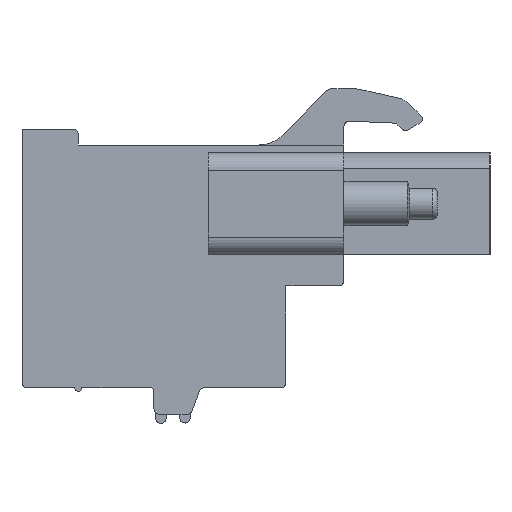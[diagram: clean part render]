
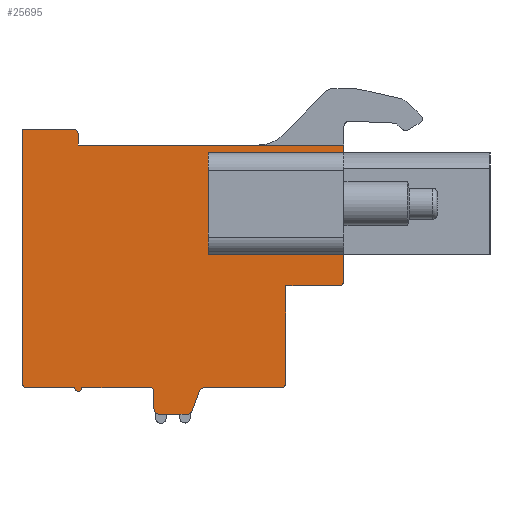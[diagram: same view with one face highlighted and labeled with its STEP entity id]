
A CAD part, left-side view. The second image highlights one B-rep face of the part: STEP entity #25695.
In plain terms, the highlighted planar face has unit normal (-1, 0, 0).
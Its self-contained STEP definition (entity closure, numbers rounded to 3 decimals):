
#4458=DIRECTION('',(0.,0.,1.));
#4459=VECTOR('',#4458,5.8);
#4460=CARTESIAN_POINT('',(-117.46,2.04,0.73));
#4461=LINE('',#4460,#4459);
#4510=DIRECTION('',(0.,0.,1.));
#4511=VECTOR('',#4510,5.8);
#4512=CARTESIAN_POINT('',(-117.46,-4.06,0.73));
#4513=LINE('',#4512,#4511);
#4514=DIRECTION('',(0.,1.,0.));
#4515=VECTOR('',#4514,6.1);
#4516=CARTESIAN_POINT('',(-117.46,-4.06,0.73));
#4517=LINE('',#4516,#4515);
#4518=DIRECTION('',(0.,1.,0.));
#4519=VECTOR('',#4518,6.1);
#4520=CARTESIAN_POINT('',(-117.46,-4.06,6.53));
#4521=LINE('',#4520,#4519);
#4522=CARTESIAN_POINT('',(-117.46,-5.36,-0.74));
#4523=DIRECTION('',(1.,0.,0.));
#4524=DIRECTION('',(0.,-1.,0.));
#4525=AXIS2_PLACEMENT_3D('',#4522,#4523,#4524);
#4527=DIRECTION('',(0.,-1.,0.));
#4528=VECTOR('',#4527,3.);
#4529=CARTESIAN_POINT('',(-117.46,-2.36,-1.04));
#4530=LINE('',#4529,#4528);
#4531=CARTESIAN_POINT('',(-117.46,-2.06,-6.54));
#4532=DIRECTION('',(1.,0.,0.));
#4533=DIRECTION('',(0.,-1.,0.));
#4534=AXIS2_PLACEMENT_3D('',#4531,#4532,#4533);
#4536=DIRECTION('',(0.,1.,0.));
#4537=VECTOR('',#4536,4.34);
#4538=CARTESIAN_POINT('',(-117.46,-2.06,-6.84));
#4539=LINE('',#4538,#4537);
#4540=CARTESIAN_POINT('',(-117.46,2.28,-7.14));
#4541=DIRECTION('',(-1.,0.,0.));
#4542=DIRECTION('',(0.,0.,1.));
#4543=AXIS2_PLACEMENT_3D('',#4540,#4541,#4542);
#4545=DIRECTION('',(0.,0.345,-0.939));
#4546=VECTOR('',#4545,1.179);
#4547=CARTESIAN_POINT('',(-117.46,2.562,-7.037));
#4548=LINE('',#4547,#4546);
#4549=CARTESIAN_POINT('',(-117.46,3.25,-8.04));
#4550=DIRECTION('',(1.,0.,0.));
#4551=DIRECTION('',(0.,-0.939,-0.345));
#4552=AXIS2_PLACEMENT_3D('',#4549,#4550,#4551);
#4554=DIRECTION('',(0.,1.,0.));
#4555=VECTOR('',#4554,1.59);
#4556=CARTESIAN_POINT('',(-117.46,3.25,-8.34));
#4557=LINE('',#4556,#4555);
#4558=CARTESIAN_POINT('',(-117.46,4.84,-8.04));
#4559=DIRECTION('',(1.,0.,0.));
#4560=DIRECTION('',(0.,0.,-1.));
#4561=AXIS2_PLACEMENT_3D('',#4558,#4559,#4560);
#4563=DIRECTION('',(0.,0.,1.));
#4564=VECTOR('',#4563,1.);
#4565=CARTESIAN_POINT('',(-117.46,5.14,-8.04));
#4566=LINE('',#4565,#4564);
#4567=CARTESIAN_POINT('',(-117.46,5.34,-7.04));
#4568=DIRECTION('',(-1.,0.,0.));
#4569=DIRECTION('',(0.,-1.,0.));
#4570=AXIS2_PLACEMENT_3D('',#4567,#4568,#4569);
#4572=DIRECTION('',(0.,1.,0.));
#4573=VECTOR('',#4572,3.9);
#4574=CARTESIAN_POINT('',(-117.46,5.34,-6.84));
#4575=LINE('',#4574,#4573);
#4576=CARTESIAN_POINT('',(-117.46,9.44,-6.84));
#4577=DIRECTION('',(1.,0.,0.));
#4578=DIRECTION('',(0.,-1.,0.));
#4579=AXIS2_PLACEMENT_3D('',#4576,#4577,#4578);
#4581=DIRECTION('',(0.,1.,0.));
#4582=VECTOR('',#4581,2.7);
#4583=CARTESIAN_POINT('',(-117.46,9.64,-6.84));
#4584=LINE('',#4583,#4582);
#4585=CARTESIAN_POINT('',(-117.46,12.34,-6.54));
#4586=DIRECTION('',(1.,0.,0.));
#4587=DIRECTION('',(0.,0.,-1.));
#4588=AXIS2_PLACEMENT_3D('',#4585,#4586,#4587);
#4590=DIRECTION('',(0.,0.,1.));
#4591=VECTOR('',#4590,14.4);
#4592=CARTESIAN_POINT('',(-117.46,12.64,-6.54));
#4593=LINE('',#4592,#4591);
#4594=DIRECTION('',(0.,-1.,0.));
#4595=VECTOR('',#4594,2.9);
#4596=CARTESIAN_POINT('',(-117.46,12.64,7.86));
#4597=LINE('',#4596,#4595);
#4598=CARTESIAN_POINT('',(-117.46,9.74,7.56));
#4599=DIRECTION('',(1.,0.,0.));
#4600=DIRECTION('',(0.,0.,1.));
#4601=AXIS2_PLACEMENT_3D('',#4598,#4599,#4600);
#4603=DIRECTION('',(0.,0.,-1.));
#4604=VECTOR('',#4603,0.6);
#4605=CARTESIAN_POINT('',(-117.46,9.44,7.56));
#4606=LINE('',#4605,#4604);
#4607=DIRECTION('',(0.,-1.,0.));
#4608=VECTOR('',#4607,15.1);
#4609=CARTESIAN_POINT('',(-117.46,9.44,6.96));
#4610=LINE('',#4609,#4608);
#4611=DIRECTION('',(0.,0.,-1.));
#4612=VECTOR('',#4611,7.7);
#4613=CARTESIAN_POINT('',(-117.46,-5.66,6.96));
#4614=LINE('',#4613,#4612);
#4627=DIRECTION('',(0.,0.,1.));
#4628=VECTOR('',#4627,5.5);
#4629=CARTESIAN_POINT('',(-117.46,-2.36,-6.54));
#4630=LINE('',#4629,#4628);
#14671=CARTESIAN_POINT('',(-117.46,9.44,6.96));
#14672=CARTESIAN_POINT('',(-117.46,-5.66,6.96));
#14673=VERTEX_POINT('',#14671);
#14674=VERTEX_POINT('',#14672);
#14675=CARTESIAN_POINT('',(-117.46,-2.36,-6.54));
#14676=CARTESIAN_POINT('',(-117.46,-2.06,-6.84));
#14677=VERTEX_POINT('',#14675);
#14678=VERTEX_POINT('',#14676);
#14679=CARTESIAN_POINT('',(-117.46,2.28,-6.84));
#14680=VERTEX_POINT('',#14679);
#14681=CARTESIAN_POINT('',(-117.46,2.562,-7.037));
#14682=VERTEX_POINT('',#14681);
#14683=CARTESIAN_POINT('',(-117.46,2.968,-8.143));
#14684=VERTEX_POINT('',#14683);
#14685=CARTESIAN_POINT('',(-117.46,3.25,-8.34));
#14686=VERTEX_POINT('',#14685);
#14687=CARTESIAN_POINT('',(-117.46,4.84,-8.34));
#14688=VERTEX_POINT('',#14687);
#14689=CARTESIAN_POINT('',(-117.46,5.14,-8.04));
#14690=VERTEX_POINT('',#14689);
#14691=CARTESIAN_POINT('',(-117.46,5.14,-7.04));
#14692=VERTEX_POINT('',#14691);
#14693=CARTESIAN_POINT('',(-117.46,5.34,-6.84));
#14694=VERTEX_POINT('',#14693);
#14695=CARTESIAN_POINT('',(-117.46,9.24,-6.84));
#14696=VERTEX_POINT('',#14695);
#14697=CARTESIAN_POINT('',(-117.46,9.64,-6.84));
#14698=VERTEX_POINT('',#14697);
#14699=CARTESIAN_POINT('',(-117.46,12.34,-6.84));
#14700=VERTEX_POINT('',#14699);
#14701=CARTESIAN_POINT('',(-117.46,12.64,-6.54));
#14702=VERTEX_POINT('',#14701);
#14703=CARTESIAN_POINT('',(-117.46,12.64,7.86));
#14704=VERTEX_POINT('',#14703);
#14705=CARTESIAN_POINT('',(-117.46,9.74,7.86));
#14706=VERTEX_POINT('',#14705);
#14707=CARTESIAN_POINT('',(-117.46,9.44,7.56));
#14708=VERTEX_POINT('',#14707);
#18921=CARTESIAN_POINT('',(-117.46,2.04,0.73));
#18922=CARTESIAN_POINT('',(-117.46,2.04,6.53));
#18923=VERTEX_POINT('',#18921);
#18924=VERTEX_POINT('',#18922);
#18957=CARTESIAN_POINT('',(-117.46,-4.06,0.73));
#18958=CARTESIAN_POINT('',(-117.46,-4.06,6.53));
#18959=VERTEX_POINT('',#18957);
#18960=VERTEX_POINT('',#18958);
#19203=CARTESIAN_POINT('',(-117.46,-5.66,-0.74));
#19204=VERTEX_POINT('',#19203);
#19205=CARTESIAN_POINT('',(-117.46,-2.36,-1.04));
#19206=VERTEX_POINT('',#19205);
#19207=CARTESIAN_POINT('',(-117.46,-5.36,-1.04));
#19208=VERTEX_POINT('',#19207);
#25639=CARTESIAN_POINT('',(-117.46,0.,0.));
#25640=DIRECTION('',(1.,0.,0.));
#25641=DIRECTION('',(0.,-1.,0.));
#25642=AXIS2_PLACEMENT_3D('',#25639,#25640,#25641);
#25643=PLANE('',#25642);
#25645=ORIENTED_EDGE('',*,*,#25644,.T.);
#25647=ORIENTED_EDGE('',*,*,#25646,.F.);
#25649=ORIENTED_EDGE('',*,*,#25648,.F.);
#25651=ORIENTED_EDGE('',*,*,#25650,.T.);
#25653=ORIENTED_EDGE('',*,*,#25652,.T.);
#25655=ORIENTED_EDGE('',*,*,#25654,.T.);
#25657=ORIENTED_EDGE('',*,*,#25656,.T.);
#25659=ORIENTED_EDGE('',*,*,#25658,.T.);
#25661=ORIENTED_EDGE('',*,*,#25660,.T.);
#25663=ORIENTED_EDGE('',*,*,#25662,.T.);
#25665=ORIENTED_EDGE('',*,*,#25664,.T.);
#25667=ORIENTED_EDGE('',*,*,#25666,.T.);
#25669=ORIENTED_EDGE('',*,*,#25668,.T.);
#25671=ORIENTED_EDGE('',*,*,#25670,.T.);
#25673=ORIENTED_EDGE('',*,*,#25672,.T.);
#25675=ORIENTED_EDGE('',*,*,#25674,.T.);
#25677=ORIENTED_EDGE('',*,*,#25676,.T.);
#25679=ORIENTED_EDGE('',*,*,#25678,.T.);
#25681=ORIENTED_EDGE('',*,*,#25680,.T.);
#25683=ORIENTED_EDGE('',*,*,#25682,.T.);
#25685=ORIENTED_EDGE('',*,*,#25684,.T.);
#25686=ORIENTED_EDGE('',*,*,#19402,.T.);
#25687=EDGE_LOOP('',(#25645,#25647,#25649,#25651,#25653,#25655,#25657,#25659,
#25661,#25663,#25665,#25667,#25669,#25671,#25673,#25675,#25677,#25679,#25681,
#25683,#25685,#25686));
#25688=FACE_OUTER_BOUND('',#25687,.F.);
#25689=ORIENTED_EDGE('',*,*,#25605,.F.);
#25690=ORIENTED_EDGE('',*,*,#25631,.T.);
#25691=ORIENTED_EDGE('',*,*,#25534,.T.);
#25692=ORIENTED_EDGE('',*,*,#25566,.F.);
#25693=EDGE_LOOP('',(#25689,#25690,#25691,#25692));
#25694=FACE_BOUND('',#25693,.F.);
#25695=ADVANCED_FACE('',(#25688,#25694),#25643,.F.);
#4526=CIRCLE('',#4525,0.3);
#4535=CIRCLE('',#4534,0.3);
#4544=CIRCLE('',#4543,0.3);
#4553=CIRCLE('',#4552,0.3);
#4562=CIRCLE('',#4561,0.3);
#4571=CIRCLE('',#4570,0.2);
#4580=CIRCLE('',#4579,0.2);
#4589=CIRCLE('',#4588,0.3);
#4602=CIRCLE('',#4601,0.3);
#19402=EDGE_CURVE('',#14674,#19204,#4614,.T.);
#25534=EDGE_CURVE('',#18960,#18924,#4521,.T.);
#25566=EDGE_CURVE('',#18923,#18924,#4461,.T.);
#25605=EDGE_CURVE('',#18959,#18923,#4517,.T.);
#25631=EDGE_CURVE('',#18959,#18960,#4513,.T.);
#25644=EDGE_CURVE('',#19204,#19208,#4526,.T.);
#25646=EDGE_CURVE('',#19206,#19208,#4530,.T.);
#25648=EDGE_CURVE('',#14677,#19206,#4630,.T.);
#25650=EDGE_CURVE('',#14677,#14678,#4535,.T.);
#25652=EDGE_CURVE('',#14678,#14680,#4539,.T.);
#25654=EDGE_CURVE('',#14680,#14682,#4544,.T.);
#25656=EDGE_CURVE('',#14682,#14684,#4548,.T.);
#25658=EDGE_CURVE('',#14684,#14686,#4553,.T.);
#25660=EDGE_CURVE('',#14686,#14688,#4557,.T.);
#25662=EDGE_CURVE('',#14688,#14690,#4562,.T.);
#25664=EDGE_CURVE('',#14690,#14692,#4566,.T.);
#25666=EDGE_CURVE('',#14692,#14694,#4571,.T.);
#25668=EDGE_CURVE('',#14694,#14696,#4575,.T.);
#25670=EDGE_CURVE('',#14696,#14698,#4580,.T.);
#25672=EDGE_CURVE('',#14698,#14700,#4584,.T.);
#25674=EDGE_CURVE('',#14700,#14702,#4589,.T.);
#25676=EDGE_CURVE('',#14702,#14704,#4593,.T.);
#25678=EDGE_CURVE('',#14704,#14706,#4597,.T.);
#25680=EDGE_CURVE('',#14706,#14708,#4602,.T.);
#25682=EDGE_CURVE('',#14708,#14673,#4606,.T.);
#25684=EDGE_CURVE('',#14673,#14674,#4610,.T.);
